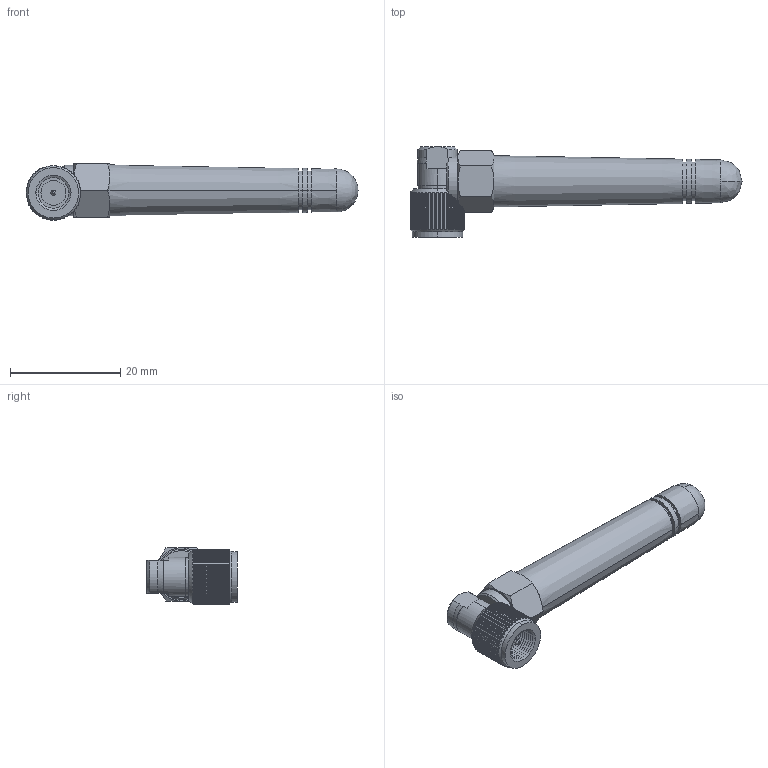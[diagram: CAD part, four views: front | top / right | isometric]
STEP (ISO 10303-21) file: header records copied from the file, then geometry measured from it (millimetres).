
FILE_DESCRIPTION (( 'STEP AP214' ), '1' );
FILE_NAME ('HG72703RDR-SM_3D.step', '2023-12-01T22:09:52', ( '' ), ( '' ), 'SwSTEP 2.0', 'SolidWorks 2022', '' );
FILE_SCHEMA (( 'AUTOMOTIVE_DESIGN' ));
Length unit declared in the file: millimetre
Products named in the file (4): HG72703RDR-SM_connector; HG72703RDR-SM_radome; HG72703RDR-SM_3D; HG72703RDR-SM_HEX. Connector
Assembly tree (3 placements, depth 2):
  HG72703RDR-SM_3D
    HG72703RDR-SM_radome
    HG72703RDR-SM_connector
    HG72703RDR-SM_HEX. Connector
Bounding box: 60.2 x 16.4 x 10.24 mm (x, y, z)
Volume: 740.9 mm3; surface area: 3466.3 mm2
Topology: 2 solids, 4 shells, 486 faces, 1328 edges, 864 vertices
Faces by surface type: cylinder 259, plane 143, cone 75, bspline 9
Entity records: 22597 total; most frequent: CARTESIAN_POINT 6236, ORIENTED_EDGE 2656, DIRECTION 2063, EDGE_CURVE 1328, VERTEX_POINT 864, AXIS2_PLACEMENT_3D 785, B_SPLINE_CURVE_WITH_KNOTS 515, EDGE_LOOP 500
